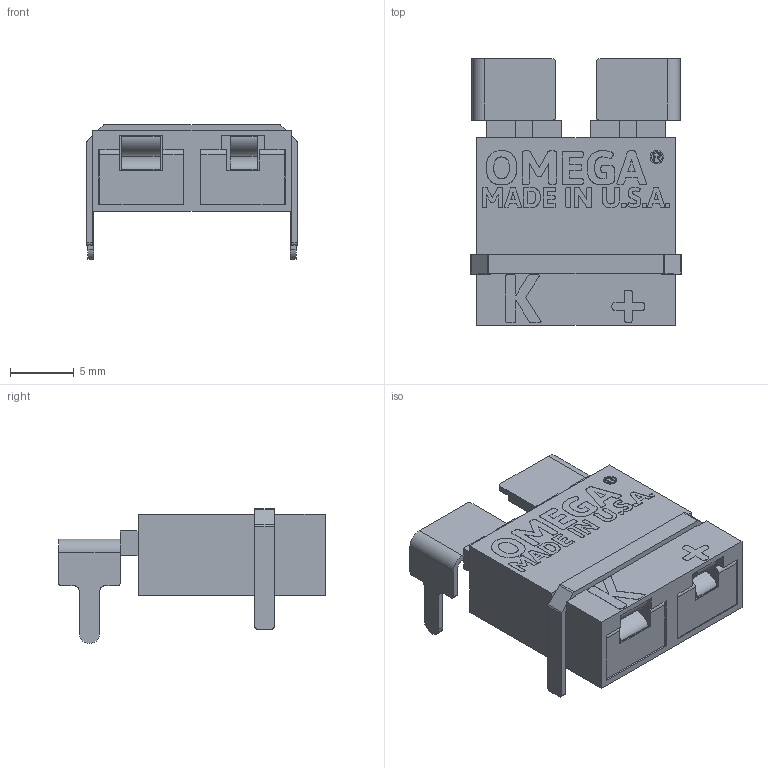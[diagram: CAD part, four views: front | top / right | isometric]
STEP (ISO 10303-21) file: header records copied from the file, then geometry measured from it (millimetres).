
FILE_DESCRIPTION(('FreeCAD Model'),'2;1');
FILE_NAME('PCC_SMP_K.step', '2018-06-11T14:54:06',('kicad StepUp'),('ksu MCAD'), 'Open CASCADE STEP processor 7.2','FreeCAD','Unknown');
FILE_SCHEMA(('AUTOMOTIVE_DESIGN_CC2 { 1 2 10303 214 -1 1 5 4 }'));
Length unit declared in the file: millimetre
Products named in the file (1): PCC_SMP_K
Bounding box: 16.5 x 20.85 x 10.55 mm (x, y, z)
Volume: 1455.7 mm3; surface area: 1658 mm2
Topology: 1 solids, 1 shells, 627 faces, 1775 edges, 1174 vertices
Faces by surface type: plane 382, extrusion 211, cylinder 34
Full cylindrical faces by diameter (mm): 0.84 x1, 1.04 x1
Entity records: 45070 total; most frequent: CARTESIAN_POINT 25105, ORIENTED_EDGE 3558, DIRECTION 2490, EDGE_CURVE 1775, VECTOR 1496, LINE 1285, VERTEX_POINT 1174, FACE_BOUND 663
